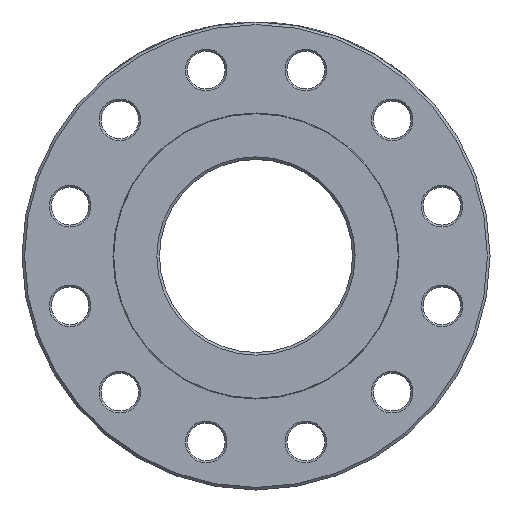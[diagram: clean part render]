
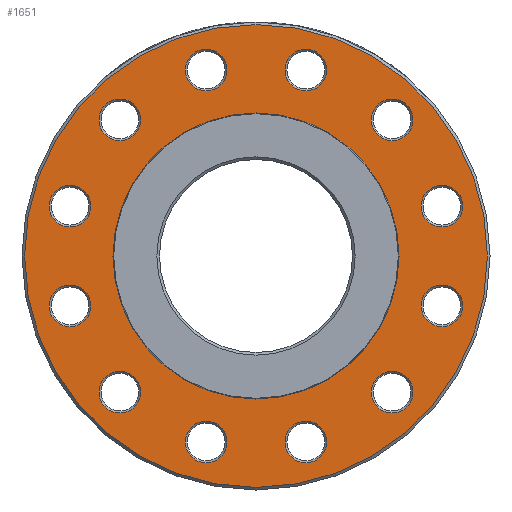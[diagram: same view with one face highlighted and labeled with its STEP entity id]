
A CAD part, left-side view. The second image highlights one B-rep face of the part: STEP entity #1651.
In plain terms, the highlighted planar face has unit normal (-1, 0, 0).
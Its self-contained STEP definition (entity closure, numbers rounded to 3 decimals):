
#28 = ORIENTED_EDGE ( 'NONE', *, *, #5647, .F. ) ;
#35 = CARTESIAN_POINT ( 'NONE',  ( 2., 0., -175.5 ) ) ;
#36 = DIRECTION ( 'NONE',  ( 0., 0., -1. ) ) ;
#139 = DIRECTION ( 'NONE',  ( 1., 0., 0. ) ) ;
#146 = ORIENTED_EDGE ( 'NONE', *, *, #8633, .T. ) ;
#298 = CARTESIAN_POINT ( 'NONE',  ( 2., -141.073, 37.801 ) ) ;
#365 = CIRCLE ( 'NONE', #2030, 108.486 ) ;
#369 = EDGE_CURVE ( 'NONE', #3315, #3315, #2876, .T. ) ;
#378 = CIRCLE ( 'NONE', #1300, 15.8 ) ;
#452 = DIRECTION ( 'NONE',  ( 0., -0.866, -0.5 ) ) ;
#626 = EDGE_LOOP ( 'NONE', ( #28 ) ) ;
#753 = FACE_BOUND ( 'NONE', #7051, .T. ) ;
#778 = CIRCLE ( 'NONE', #8795, 15.8 ) ;
#871 = DIRECTION ( 'NONE',  ( 0., 0., 1. ) ) ;
#897 = VERTEX_POINT ( 'NONE', #5143 ) ;
#985 = EDGE_LOOP ( 'NONE', ( #3229 ) ) ;
#1130 = DIRECTION ( 'NONE',  ( 0., -0.5, -0.866 ) ) ;
#1192 = VERTEX_POINT ( 'NONE', #1282 ) ;
#1233 = CARTESIAN_POINT ( 'NONE',  ( 2., 95.373, -116.956 ) ) ;
#1258 = EDGE_LOOP ( 'NONE', ( #4431 ) ) ;
#1282 = CARTESIAN_POINT ( 'NONE',  ( 2., -95.373, 116.956 ) ) ;
#1300 = AXIS2_PLACEMENT_3D ( 'NONE', #3621, #9347, #6503 ) ;
#1309 = CARTESIAN_POINT ( 'NONE',  ( 2., 37.801, -141.073 ) ) ;
#1346 = EDGE_CURVE ( 'NONE', #7447, #7447, #778, .T. ) ;
#1375 = EDGE_LOOP ( 'NONE', ( #146 ) ) ;
#1448 = AXIS2_PLACEMENT_3D ( 'NONE', #8091, #4659, #3954 ) ;
#1471 = FACE_BOUND ( 'NONE', #1375, .T. ) ;
#1585 = DIRECTION ( 'NONE',  ( 1., 0., 0. ) ) ;
#1634 = DIRECTION ( 'NONE',  ( 1., 0., 0. ) ) ;
#1651 = ADVANCED_FACE ( 'NONE', ( #6376, #5806, #753, #7286, #5096, #1471, #9274, #4200, #7154, #7816, #4344, #2783, #2031, #5661 ), #2920, .F. ) ;
#1829 = AXIS2_PLACEMENT_3D ( 'NONE', #8065, #1585, #4454 ) ;
#1929 = EDGE_LOOP ( 'NONE', ( #4927 ) ) ;
#2020 = ORIENTED_EDGE ( 'NONE', *, *, #3181, .T. ) ;
#2030 = AXIS2_PLACEMENT_3D ( 'NONE', #3158, #4435, #4390 ) ;
#2031 = FACE_OUTER_BOUND ( 'NONE', #3805, .T. ) ;
#2036 = CARTESIAN_POINT ( 'NONE',  ( 2., 0., 108.486 ) ) ;
#2055 = CIRCLE ( 'NONE', #8408, 15.8 ) ;
#2082 = CARTESIAN_POINT ( 'NONE',  ( 2., 108.486, 0. ) ) ;
#2135 = CARTESIAN_POINT ( 'NONE',  ( 2., -141.073, -37.801 ) ) ;
#2593 = CIRCLE ( 'NONE', #7153, 15.8 ) ;
#2613 = EDGE_LOOP ( 'NONE', ( #5648 ) ) ;
#2751 = CIRCLE ( 'NONE', #8959, 15.8 ) ;
#2783 = FACE_BOUND ( 'NONE', #5865, .T. ) ;
#2788 = VERTEX_POINT ( 'NONE', #1233 ) ;
#2876 = CIRCLE ( 'NONE', #1829, 15.8 ) ;
#2896 = EDGE_CURVE ( 'NONE', #2788, #2788, #7904, .T. ) ;
#2920 = PLANE ( 'NONE',  #8947 ) ;
#2975 = EDGE_LOOP ( 'NONE', ( #9136 ) ) ;
#3092 = ORIENTED_EDGE ( 'NONE', *, *, #8579, .T. ) ;
#3130 = EDGE_CURVE ( 'NONE', #1192, #1192, #5926, .T. ) ;
#3158 = CARTESIAN_POINT ( 'NONE',  ( 2., 0., 0. ) ) ;
#3181 = EDGE_CURVE ( 'NONE', #7158, #7158, #2593, .T. ) ;
#3229 = ORIENTED_EDGE ( 'NONE', *, *, #3130, .T. ) ;
#3315 = VERTEX_POINT ( 'NONE', #5383 ) ;
#3525 = DIRECTION ( 'NONE',  ( 1., 0., 0. ) ) ;
#3549 = DIRECTION ( 'NONE',  ( 0., 0.5, 0.866 ) ) ;
#3600 = VERTEX_POINT ( 'NONE', #6572 ) ;
#3621 = CARTESIAN_POINT ( 'NONE',  ( 2., -37.801, 141.073 ) ) ;
#3626 = DIRECTION ( 'NONE',  ( 1., 0., 0. ) ) ;
#3738 = DIRECTION ( 'NONE',  ( 0., 0.866, -0.5 ) ) ;
#3762 = EDGE_CURVE ( 'NONE', #6237, #6237, #2751, .T. ) ;
#3805 = EDGE_LOOP ( 'NONE', ( #6039 ) ) ;
#3844 = ORIENTED_EDGE ( 'NONE', *, *, #369, .T. ) ;
#3882 = EDGE_LOOP ( 'NONE', ( #3092 ) ) ;
#3954 = DIRECTION ( 'NONE',  ( 0., -1., 0. ) ) ;
#4200 = FACE_BOUND ( 'NONE', #1929, .T. ) ;
#4204 = VERTEX_POINT ( 'NONE', #7106 ) ;
#4248 = DIRECTION ( 'NONE',  ( 0., 0., -1. ) ) ;
#4254 = CARTESIAN_POINT ( 'NONE',  ( 2., 141.073, -53.601 ) ) ;
#4344 = FACE_BOUND ( 'NONE', #2613, .T. ) ;
#4390 = DIRECTION ( 'NONE',  ( 0., 0., 1. ) ) ;
#4431 = ORIENTED_EDGE ( 'NONE', *, *, #3762, .T. ) ;
#4435 = DIRECTION ( 'NONE',  ( -1., 0., 0. ) ) ;
#4454 = DIRECTION ( 'NONE',  ( 0., 0.5, -0.866 ) ) ;
#4487 = VERTEX_POINT ( 'NONE', #8097 ) ;
#4659 = DIRECTION ( 'NONE',  ( 1., 0., 0. ) ) ;
#4701 = ORIENTED_EDGE ( 'NONE', *, *, #6420, .T. ) ;
#4904 = CIRCLE ( 'NONE', #5812, 15.8 ) ;
#4927 = ORIENTED_EDGE ( 'NONE', *, *, #6208, .T. ) ;
#5096 = FACE_BOUND ( 'NONE', #985, .T. ) ;
#5143 = CARTESIAN_POINT ( 'NONE',  ( 2., -24.117, 148.973 ) ) ;
#5201 = AXIS2_PLACEMENT_3D ( 'NONE', #7980, #6591, #9164 ) ;
#5309 = AXIS2_PLACEMENT_3D ( 'NONE', #7680, #5711, #3549 ) ;
#5383 = CARTESIAN_POINT ( 'NONE',  ( 2., 148.973, 24.117 ) ) ;
#5384 = ORIENTED_EDGE ( 'NONE', *, *, #6764, .T. ) ;
#5647 = EDGE_CURVE ( 'NONE', #6382, #6382, #365, .T. ) ;
#5648 = ORIENTED_EDGE ( 'NONE', *, *, #2896, .T. ) ;
#5653 = AXIS2_PLACEMENT_3D ( 'NONE', #5837, #3626, #8645 ) ;
#5661 = FACE_BOUND ( 'NONE', #626, .T. ) ;
#5711 = DIRECTION ( 'NONE',  ( 1., 0., 0. ) ) ;
#5806 = FACE_BOUND ( 'NONE', #5946, .T. ) ;
#5812 = AXIS2_PLACEMENT_3D ( 'NONE', #2135, #7919, #6435 ) ;
#5837 = CARTESIAN_POINT ( 'NONE',  ( 2., 37.801, 141.073 ) ) ;
#5865 = EDGE_LOOP ( 'NONE', ( #2020 ) ) ;
#5926 = CIRCLE ( 'NONE', #5309, 15.8 ) ;
#5946 = EDGE_LOOP ( 'NONE', ( #7420 ) ) ;
#6039 = ORIENTED_EDGE ( 'NONE', *, *, #8160, .T. ) ;
#6208 = EDGE_CURVE ( 'NONE', #4204, #4204, #7490, .T. ) ;
#6237 = VERTEX_POINT ( 'NONE', #9230 ) ;
#6376 = FACE_BOUND ( 'NONE', #8467, .T. ) ;
#6382 = VERTEX_POINT ( 'NONE', #2036 ) ;
#6420 = EDGE_CURVE ( 'NONE', #4487, #4487, #4904, .T. ) ;
#6435 = DIRECTION ( 'NONE',  ( 0., -0.5, 0.866 ) ) ;
#6503 = DIRECTION ( 'NONE',  ( 0., 0.866, 0.5 ) ) ;
#6572 = CARTESIAN_POINT ( 'NONE',  ( 2., -53.601, -141.073 ) ) ;
#6583 = CIRCLE ( 'NONE', #6871, 175.5 ) ;
#6591 = DIRECTION ( 'NONE',  ( 1., 0., 0. ) ) ;
#6621 = VERTEX_POINT ( 'NONE', #9327 ) ;
#6764 = EDGE_CURVE ( 'NONE', #6621, #6621, #8246, .T. ) ;
#6871 = AXIS2_PLACEMENT_3D ( 'NONE', #9225, #7322, #4248 ) ;
#7051 = EDGE_LOOP ( 'NONE', ( #5384 ) ) ;
#7106 = CARTESIAN_POINT ( 'NONE',  ( 2., -116.956, -95.373 ) ) ;
#7153 = AXIS2_PLACEMENT_3D ( 'NONE', #7250, #7387, #36 ) ;
#7154 = FACE_BOUND ( 'NONE', #2975, .T. ) ;
#7158 = VERTEX_POINT ( 'NONE', #4254 ) ;
#7192 = CIRCLE ( 'NONE', #1448, 15.8 ) ;
#7197 = EDGE_CURVE ( 'NONE', #3600, #3600, #7192, .T. ) ;
#7249 = VERTEX_POINT ( 'NONE', #35 ) ;
#7250 = CARTESIAN_POINT ( 'NONE',  ( 2., 141.073, -37.801 ) ) ;
#7286 = FACE_BOUND ( 'NONE', #3882, .T. ) ;
#7322 = DIRECTION ( 'NONE',  ( -1., 0., 0. ) ) ;
#7387 = DIRECTION ( 'NONE',  ( 1., 0., 0. ) ) ;
#7420 = ORIENTED_EDGE ( 'NONE', *, *, #1346, .T. ) ;
#7447 = VERTEX_POINT ( 'NONE', #8915 ) ;
#7490 = CIRCLE ( 'NONE', #5201, 15.8 ) ;
#7680 = CARTESIAN_POINT ( 'NONE',  ( 2., -103.273, 103.273 ) ) ;
#7704 = DIRECTION ( 'NONE',  ( 1., 0., 0. ) ) ;
#7816 = FACE_BOUND ( 'NONE', #1258, .T. ) ;
#7875 = EDGE_LOOP ( 'NONE', ( #4701 ) ) ;
#7904 = CIRCLE ( 'NONE', #9257, 15.8 ) ;
#7919 = DIRECTION ( 'NONE',  ( 1., 0., 0. ) ) ;
#7965 = CARTESIAN_POINT ( 'NONE',  ( 2., -141.073, 53.601 ) ) ;
#7980 = CARTESIAN_POINT ( 'NONE',  ( 2., -103.273, -103.273 ) ) ;
#8065 = CARTESIAN_POINT ( 'NONE',  ( 2., 141.073, 37.801 ) ) ;
#8091 = CARTESIAN_POINT ( 'NONE',  ( 2., -37.801, -141.073 ) ) ;
#8097 = CARTESIAN_POINT ( 'NONE',  ( 2., -148.973, -24.117 ) ) ;
#8104 = CARTESIAN_POINT ( 'NONE',  ( 2., 103.273, 103.273 ) ) ;
#8160 = EDGE_CURVE ( 'NONE', #7249, #7249, #6583, .T. ) ;
#8246 = CIRCLE ( 'NONE', #5653, 15.8 ) ;
#8408 = AXIS2_PLACEMENT_3D ( 'NONE', #298, #1634, #871 ) ;
#8467 = EDGE_LOOP ( 'NONE', ( #3844 ) ) ;
#8579 = EDGE_CURVE ( 'NONE', #897, #897, #378, .T. ) ;
#8633 = EDGE_CURVE ( 'NONE', #8715, #8715, #2055, .T. ) ;
#8645 = DIRECTION ( 'NONE',  ( 0., 1., 0. ) ) ;
#8659 = DIRECTION ( 'NONE',  ( 0., 0., -1. ) ) ;
#8710 = DIRECTION ( 'NONE',  ( 1., 0., 0. ) ) ;
#8715 = VERTEX_POINT ( 'NONE', #7965 ) ;
#8795 = AXIS2_PLACEMENT_3D ( 'NONE', #8104, #139, #3738 ) ;
#8915 = CARTESIAN_POINT ( 'NONE',  ( 2., 116.956, 95.373 ) ) ;
#8947 = AXIS2_PLACEMENT_3D ( 'NONE', #2082, #8710, #8659 ) ;
#8959 = AXIS2_PLACEMENT_3D ( 'NONE', #1309, #7704, #452 ) ;
#9136 = ORIENTED_EDGE ( 'NONE', *, *, #7197, .T. ) ;
#9164 = DIRECTION ( 'NONE',  ( 0., -0.866, 0.5 ) ) ;
#9225 = CARTESIAN_POINT ( 'NONE',  ( 2., 0., 0. ) ) ;
#9230 = CARTESIAN_POINT ( 'NONE',  ( 2., 24.117, -148.973 ) ) ;
#9257 = AXIS2_PLACEMENT_3D ( 'NONE', #9351, #3525, #1130 ) ;
#9274 = FACE_BOUND ( 'NONE', #7875, .T. ) ;
#9327 = CARTESIAN_POINT ( 'NONE',  ( 2., 53.601, 141.073 ) ) ;
#9347 = DIRECTION ( 'NONE',  ( 1., 0., 0. ) ) ;
#9351 = CARTESIAN_POINT ( 'NONE',  ( 2., 103.273, -103.273 ) ) ;
